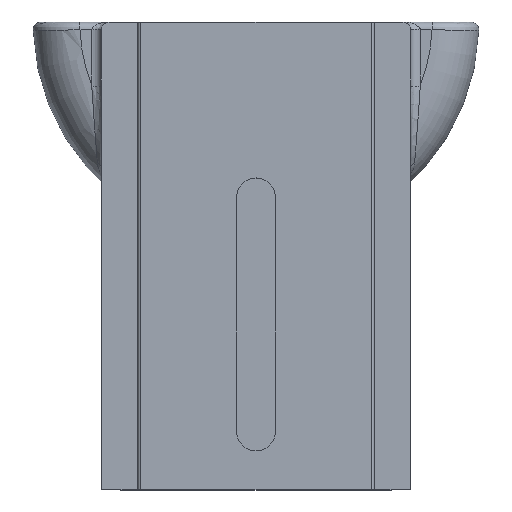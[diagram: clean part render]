
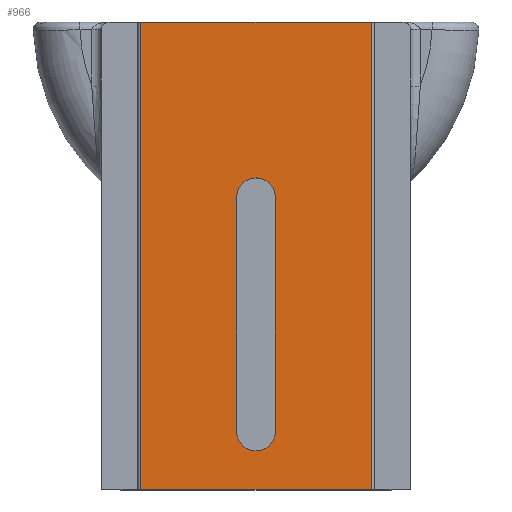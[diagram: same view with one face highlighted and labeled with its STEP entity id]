
A CAD part, top view. The second image highlights one B-rep face of the part: STEP entity #966.
In plain terms, the highlighted planar face has unit normal (0, 0, 1).
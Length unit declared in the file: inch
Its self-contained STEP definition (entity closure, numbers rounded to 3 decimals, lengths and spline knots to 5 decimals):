
#19=FACE_BOUND('',#264,.T.);
#81=CIRCLE('',#979,0.125);
#83=CIRCLE('',#983,0.125);
#203=FACE_OUTER_BOUND('',#263,.T.);
#263=EDGE_LOOP('',(#858,#859,#860,#861));
#264=EDGE_LOOP('',(#862,#863,#864,#865));
#272=LINE('',#1338,#327);
#277=LINE('',#1352,#332);
#299=LINE('',#1796,#354);
#317=LINE('',#2217,#372);
#320=LINE('',#2227,#375);
#321=LINE('',#2228,#376);
#327=VECTOR('',#1082,0.3937);
#332=VECTOR('',#1095,0.3937);
#354=VECTOR('',#1199,0.3937);
#372=VECTOR('',#1299,0.3937);
#375=VECTOR('',#1310,0.3937);
#376=VECTOR('',#1311,0.3937);
#382=VERTEX_POINT('',#1336);
#383=VERTEX_POINT('',#1337);
#386=VERTEX_POINT('',#1345);
#388=VERTEX_POINT('',#1351);
#428=VERTEX_POINT('',#1793);
#429=VERTEX_POINT('',#1795);
#463=VERTEX_POINT('',#2214);
#464=VERTEX_POINT('',#2216);
#468=EDGE_CURVE('',#382,#383,#272,.T.);
#472=EDGE_CURVE('',#386,#382,#81,.T.);
#475=EDGE_CURVE('',#388,#386,#277,.T.);
#478=EDGE_CURVE('',#383,#388,#83,.T.);
#539=EDGE_CURVE('',#428,#429,#299,.T.);
#599=EDGE_CURVE('',#463,#464,#317,.T.);
#604=EDGE_CURVE('',#429,#463,#320,.T.);
#605=EDGE_CURVE('',#428,#464,#321,.T.);
#858=ORIENTED_EDGE('',*,*,#604,.F.);
#859=ORIENTED_EDGE('',*,*,#539,.F.);
#860=ORIENTED_EDGE('',*,*,#605,.T.);
#861=ORIENTED_EDGE('',*,*,#599,.F.);
#862=ORIENTED_EDGE('',*,*,#468,.T.);
#863=ORIENTED_EDGE('',*,*,#478,.T.);
#864=ORIENTED_EDGE('',*,*,#475,.T.);
#865=ORIENTED_EDGE('',*,*,#472,.T.);
#910=PLANE('',#1067);
#966=ADVANCED_FACE('',(#203,#19),#910,.T.);
#979=AXIS2_PLACEMENT_3D('',#1346,#1088,#1089);
#983=AXIS2_PLACEMENT_3D('',#1357,#1100,#1101);
#1067=AXIS2_PLACEMENT_3D('',#2226,#1308,#1309);
#1082=DIRECTION('',(0.,1.,0.));
#1088=DIRECTION('center_axis',(0.,0.,-1.));
#1089=DIRECTION('ref_axis',(-1.,0.,0.));
#1095=DIRECTION('',(0.,-1.,0.));
#1100=DIRECTION('center_axis',(0.,0.,-1.));
#1101=DIRECTION('ref_axis',(1.,0.,0.));
#1199=DIRECTION('',(-1.,0.,0.));
#1299=DIRECTION('',(1.,0.,0.));
#1308=DIRECTION('center_axis',(0.,0.,1.));
#1309=DIRECTION('ref_axis',(-1.,0.,0.));
#1310=DIRECTION('',(0.,1.,0.));
#1311=DIRECTION('',(0.,1.,0.));
#1336=CARTESIAN_POINT('',(-9.15606,-1.125,8.56952));
#1337=CARTESIAN_POINT('',(-9.15606,0.375,8.56952));
#1338=CARTESIAN_POINT('',(-9.15606,-0.3125,8.56952));
#1345=CARTESIAN_POINT('',(-8.90606,-1.125,8.56952));
#1346=CARTESIAN_POINT('Origin',(-9.03106,-1.125,8.56952));
#1351=CARTESIAN_POINT('',(-8.90606,0.375,8.56952));
#1352=CARTESIAN_POINT('',(-8.90606,0.4375,8.56952));
#1357=CARTESIAN_POINT('Origin',(-9.03106,0.375,8.56952));
#1793=CARTESIAN_POINT('',(-8.2934,-1.5,8.56952));
#1795=CARTESIAN_POINT('',(-9.76872,-1.5,8.56952));
#1796=CARTESIAN_POINT('',(-8.2934,-1.5,8.56952));
#2214=CARTESIAN_POINT('',(-9.76872,1.5,8.56952));
#2216=CARTESIAN_POINT('',(-8.2934,1.5,8.56952));
#2217=CARTESIAN_POINT('',(-8.2934,1.5,8.56952));
#2226=CARTESIAN_POINT('Origin',(-8.2934,0.5,8.56952));
#2227=CARTESIAN_POINT('',(-9.76872,0.5,8.56952));
#2228=CARTESIAN_POINT('',(-8.2934,0.5,8.56952));
